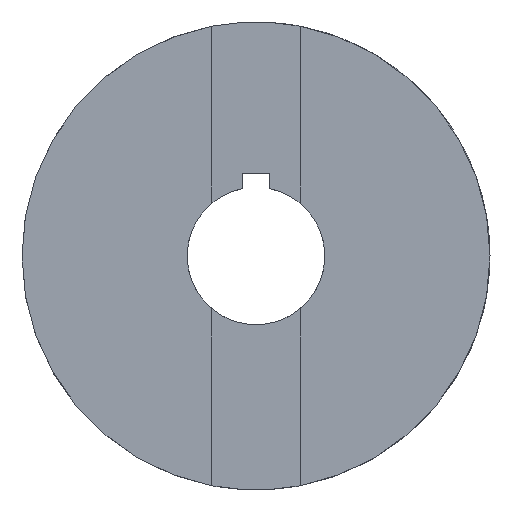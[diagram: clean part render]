
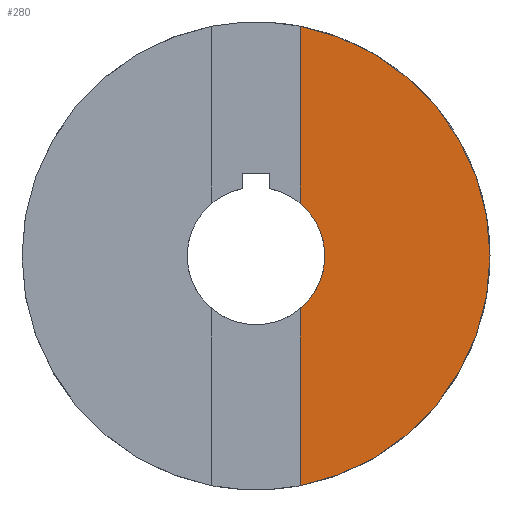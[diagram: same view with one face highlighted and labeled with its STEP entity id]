
A CAD part, front view. The second image highlights one B-rep face of the part: STEP entity #280.
In plain terms, the highlighted planar face has unit normal (0, -1, 0).
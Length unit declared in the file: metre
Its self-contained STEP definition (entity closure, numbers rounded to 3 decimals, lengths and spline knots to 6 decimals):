
#18=CIRCLE('',#313,0.025);
#19=CIRCLE('',#314,0.085);
#44=ORIENTED_EDGE('',*,*,#120,.F.);
#45=ORIENTED_EDGE('',*,*,#121,.T.);
#46=ORIENTED_EDGE('',*,*,#122,.T.);
#47=ORIENTED_EDGE('',*,*,#111,.T.);
#111=EDGE_CURVE('',#151,#149,#177,.T.);
#120=EDGE_CURVE('',#157,#149,#18,.T.);
#121=EDGE_CURVE('',#157,#158,#183,.T.);
#122=EDGE_CURVE('',#158,#151,#19,.T.);
#149=VERTEX_POINT('',#433);
#151=VERTEX_POINT('',#436);
#157=VERTEX_POINT('',#453);
#158=VERTEX_POINT('',#455);
#177=LINE('',#435,#203);
#183=LINE('',#454,#209);
#203=VECTOR('',#346,1.);
#209=VECTOR('',#364,1.);
#227=EDGE_LOOP('',(#44,#45,#46,#47));
#247=FACE_BOUND('',#227,.T.);
#267=PLANE('',#312);
#280=ADVANCED_FACE('',(#247),#267,.T.);
#312=AXIS2_PLACEMENT_3D('',#451,#360,#361);
#313=AXIS2_PLACEMENT_3D('',#452,#362,#363);
#314=AXIS2_PLACEMENT_3D('',#456,#365,#366);
#346=DIRECTION('',(0.,0.,-1.));
#360=DIRECTION('',(0.,-1.,0.));
#361=DIRECTION('',(1.,0.,0.));
#362=DIRECTION('',(0.,-1.,0.));
#363=DIRECTION('',(0.,0.,-1.));
#364=DIRECTION('',(0.,0.,-1.));
#365=DIRECTION('',(0.,-1.,0.));
#366=DIRECTION('',(0.,0.,-1.));
#433=CARTESIAN_POINT('',(0.016,-0.038,0.019209));
#435=CARTESIAN_POINT('',(0.016,-0.038,0.));
#436=CARTESIAN_POINT('',(0.016,-0.038,0.083481));
#451=CARTESIAN_POINT('',(0.,-0.038,0.));
#452=CARTESIAN_POINT('',(0.,-0.038,0.));
#453=CARTESIAN_POINT('',(0.016,-0.038,-0.019209));
#454=CARTESIAN_POINT('',(0.016,-0.038,0.));
#455=CARTESIAN_POINT('',(0.016,-0.038,-0.083481));
#456=CARTESIAN_POINT('',(0.,-0.038,0.));
